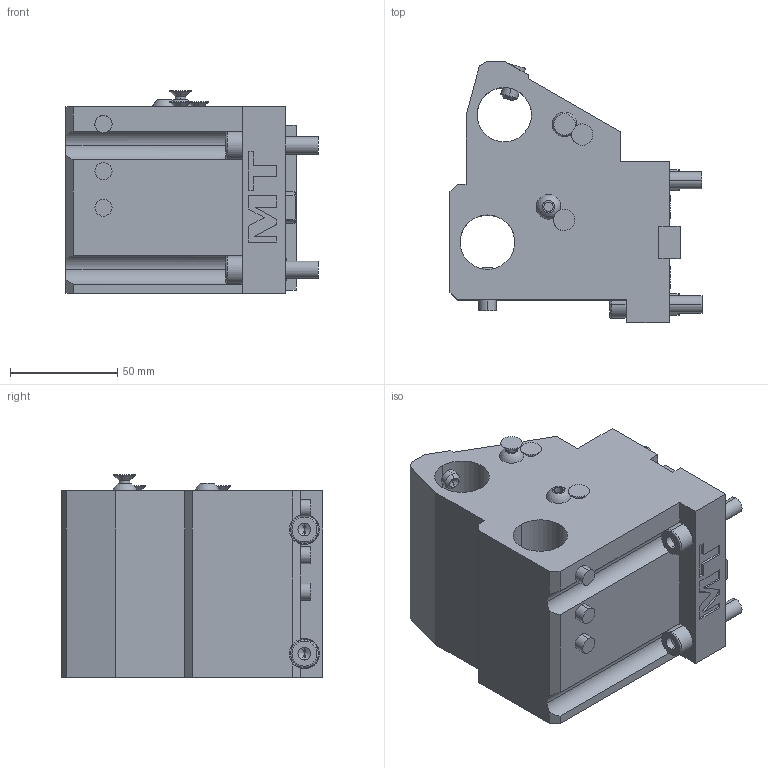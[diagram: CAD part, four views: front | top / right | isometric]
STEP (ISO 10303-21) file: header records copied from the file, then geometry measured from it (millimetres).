
FILE_DESCRIPTION((''),'2;1');
FILE_NAME('DWO0522540_CONF','2023-04-28T10:47:14',('gvalli'),('M.T. srl'),'CREO PARAMETRIC BY PTC INC, 2021072','CREO PARAMETRIC BY PTC INC, 2021072','');
FILE_SCHEMA(('CONFIG_CONTROL_DESIGN'));
Length unit declared in the file: millimetre
Products named in the file (1): DWO0522540_CONF
Bounding box: 117.7 x 122 x 94.55 mm (x, y, z)
Volume: 708898.2 mm3; surface area: 72402.8 mm2
Topology: 1 solids, 1 shells, 217 faces, 543 edges, 345 vertices
Faces by surface type: plane 109, cylinder 56, cone 38, torus 8, extrusion 4, sphere 2
Entity records: 7255 total; most frequent: CARTESIAN_POINT 2032, ORIENTED_EDGE 1066, DIRECTION 1061, EDGE_CURVE 533, AXIS2_PLACEMENT_3D 364, VERTEX_POINT 345, VECTOR 333, LINE 329
